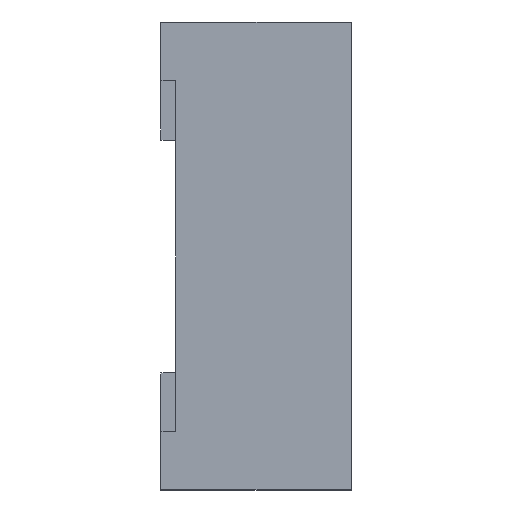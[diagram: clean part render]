
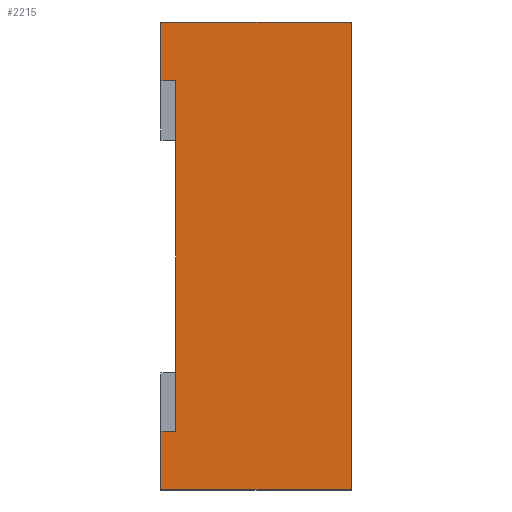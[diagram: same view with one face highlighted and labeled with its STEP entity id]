
A CAD part, left-side view. The second image highlights one B-rep face of the part: STEP entity #2215.
In plain terms, the highlighted planar face has unit normal (-1, 0, 0).
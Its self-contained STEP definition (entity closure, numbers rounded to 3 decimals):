
#20 = CARTESIAN_POINT ( 'NONE',  ( -1.6, 0.65, -0.6 ) ) ;
#60 = CARTESIAN_POINT ( 'NONE',  ( -1.6, 0.6, 0.6 ) ) ;
#92 = CARTESIAN_POINT ( 'NONE',  ( -1.6, 0., 0.8 ) ) ;
#124 = EDGE_CURVE ( 'NONE', #529, #700, #2086, .T. ) ;
#196 = EDGE_CURVE ( 'NONE', #3255, #596, #2878, .T. ) ;
#235 = EDGE_CURVE ( 'NONE', #3255, #2926, #1395, .T. ) ;
#263 = PLANE ( 'NONE',  #1596 ) ;
#270 = CARTESIAN_POINT ( 'NONE',  ( -1.6, 0.65, 0.8 ) ) ;
#344 = EDGE_LOOP ( 'NONE', ( #2657, #2379, #929, #2801, #2274, #407, #685, #2261 ) ) ;
#407 = ORIENTED_EDGE ( 'NONE', *, *, #1343, .F. ) ;
#458 = LINE ( 'NONE', #3325, #2240 ) ;
#473 = CARTESIAN_POINT ( 'NONE',  ( -1.6, 0.65, -0.6 ) ) ;
#499 = DIRECTION ( 'NONE',  ( 0., 0., 1. ) ) ;
#501 = DIRECTION ( 'NONE',  ( 0., -1., 0. ) ) ;
#515 = DIRECTION ( 'NONE',  ( 0., 0., -1. ) ) ;
#528 = CARTESIAN_POINT ( 'NONE',  ( -1.6, 0., -0.8 ) ) ;
#529 = VERTEX_POINT ( 'NONE', #1173 ) ;
#596 = VERTEX_POINT ( 'NONE', #473 ) ;
#613 = DIRECTION ( 'NONE',  ( 0., -1., 0. ) ) ;
#685 = ORIENTED_EDGE ( 'NONE', *, *, #196, .F. ) ;
#696 = VECTOR ( 'NONE', #1534, 1000. ) ;
#700 = VERTEX_POINT ( 'NONE', #1075 ) ;
#744 = CARTESIAN_POINT ( 'NONE',  ( -1.6, 0.65, -0.8 ) ) ;
#837 = VECTOR ( 'NONE', #499, 1000. ) ;
#870 = CARTESIAN_POINT ( 'NONE',  ( -1.6, 0.6, 0.8 ) ) ;
#929 = ORIENTED_EDGE ( 'NONE', *, *, #124, .T. ) ;
#942 = DIRECTION ( 'NONE',  ( 0., -1., 0. ) ) ;
#1041 = CARTESIAN_POINT ( 'NONE',  ( -1.6, 0.6, -0.8 ) ) ;
#1075 = CARTESIAN_POINT ( 'NONE',  ( -1.6, 0.65, 0.6 ) ) ;
#1173 = CARTESIAN_POINT ( 'NONE',  ( -1.6, 0.65, 0.8 ) ) ;
#1206 = VECTOR ( 'NONE', #515, 1000. ) ;
#1247 = LINE ( 'NONE', #2298, #1490 ) ;
#1343 = EDGE_CURVE ( 'NONE', #596, #3346, #2827, .T. ) ;
#1345 = CARTESIAN_POINT ( 'NONE',  ( -1.6, 0.6, -0.6 ) ) ;
#1395 = LINE ( 'NONE', #3198, #1518 ) ;
#1401 = VERTEX_POINT ( 'NONE', #60 ) ;
#1448 = EDGE_CURVE ( 'NONE', #529, #1822, #3204, .T. ) ;
#1451 = CARTESIAN_POINT ( 'NONE',  ( -1.6, 0.65, -0.8 ) ) ;
#1490 = VECTOR ( 'NONE', #2783, 1000. ) ;
#1518 = VECTOR ( 'NONE', #613, 1000. ) ;
#1534 = DIRECTION ( 'NONE',  ( 0., 0., 1. ) ) ;
#1568 = DIRECTION ( 'NONE',  ( 0., 0., -1. ) ) ;
#1596 = AXIS2_PLACEMENT_3D ( 'NONE', #1041, #2890, #1568 ) ;
#1822 = VERTEX_POINT ( 'NONE', #92 ) ;
#2066 = LINE ( 'NONE', #528, #696 ) ;
#2086 = LINE ( 'NONE', #270, #1206 ) ;
#2161 = VECTOR ( 'NONE', #2951, 1000. ) ;
#2215 = ADVANCED_FACE ( 'NONE', ( #2397 ), #263, .F. ) ;
#2240 = VECTOR ( 'NONE', #942, 1000. ) ;
#2261 = ORIENTED_EDGE ( 'NONE', *, *, #235, .T. ) ;
#2274 = ORIENTED_EDGE ( 'NONE', *, *, #2703, .F. ) ;
#2298 = CARTESIAN_POINT ( 'NONE',  ( -1.6, 0.6, -0.8 ) ) ;
#2379 = ORIENTED_EDGE ( 'NONE', *, *, #1448, .F. ) ;
#2397 = FACE_OUTER_BOUND ( 'NONE', #344, .T. ) ;
#2657 = ORIENTED_EDGE ( 'NONE', *, *, #2886, .T. ) ;
#2703 = EDGE_CURVE ( 'NONE', #3346, #1401, #1247, .T. ) ;
#2751 = CARTESIAN_POINT ( 'NONE',  ( -1.6, 0., -0.8 ) ) ;
#2760 = VECTOR ( 'NONE', #501, 1000. ) ;
#2783 = DIRECTION ( 'NONE',  ( 0., 0., 1. ) ) ;
#2801 = ORIENTED_EDGE ( 'NONE', *, *, #3060, .T. ) ;
#2827 = LINE ( 'NONE', #20, #2760 ) ;
#2878 = LINE ( 'NONE', #744, #837 ) ;
#2886 = EDGE_CURVE ( 'NONE', #2926, #1822, #2066, .T. ) ;
#2890 = DIRECTION ( 'NONE',  ( 1., 0., 0. ) ) ;
#2926 = VERTEX_POINT ( 'NONE', #2751 ) ;
#2951 = DIRECTION ( 'NONE',  ( 0., -1., 0. ) ) ;
#3060 = EDGE_CURVE ( 'NONE', #700, #1401, #458, .T. ) ;
#3198 = CARTESIAN_POINT ( 'NONE',  ( -1.6, 0.6, -0.8 ) ) ;
#3204 = LINE ( 'NONE', #870, #2161 ) ;
#3255 = VERTEX_POINT ( 'NONE', #1451 ) ;
#3325 = CARTESIAN_POINT ( 'NONE',  ( -1.6, 0.65, 0.6 ) ) ;
#3346 = VERTEX_POINT ( 'NONE', #1345 ) ;
